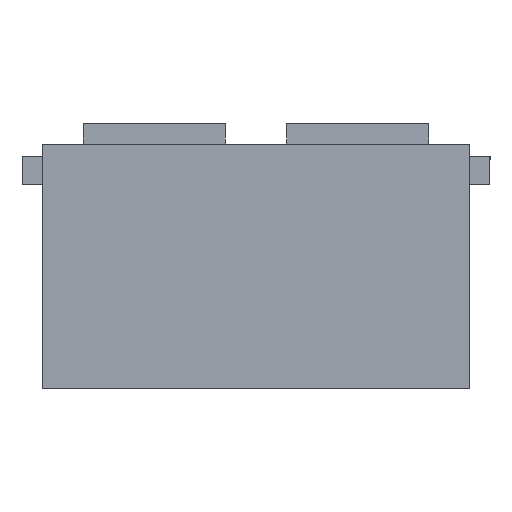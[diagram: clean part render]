
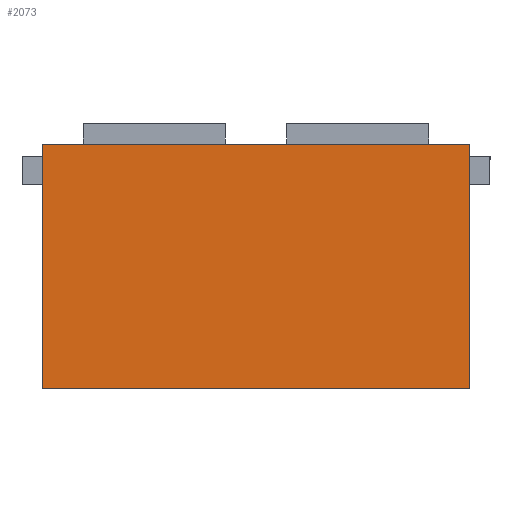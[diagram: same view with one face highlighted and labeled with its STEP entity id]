
A CAD part, left-side view. The second image highlights one B-rep face of the part: STEP entity #2073.
In plain terms, the highlighted planar face has unit normal (-1, 0, 0).
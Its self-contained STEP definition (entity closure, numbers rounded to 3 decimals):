
#41 = ORIENTED_EDGE ( 'NONE', *, *, #2789, .T. ) ;
#69 = DIRECTION ( 'NONE',  ( 0., 1., 0. ) ) ;
#85 = EDGE_CURVE ( 'NONE', #2548, #2345, #224, .T. ) ;
#95 = LINE ( 'NONE', #775, #2595 ) ;
#131 = CARTESIAN_POINT ( 'NONE',  ( -5.308, 2.873, -0.6 ) ) ;
#224 = LINE ( 'NONE', #2448, #2809 ) ;
#370 = CARTESIAN_POINT ( 'NONE',  ( -5.308, 3.398, -0.6 ) ) ;
#652 = ORIENTED_EDGE ( 'NONE', *, *, #1639, .T. ) ;
#775 = CARTESIAN_POINT ( 'NONE',  ( -5.308, 2.348, 0. ) ) ;
#828 = VECTOR ( 'NONE', #1730, 1000. ) ;
#939 = DIRECTION ( 'NONE',  ( -1., 0., 0. ) ) ;
#1084 = ORIENTED_EDGE ( 'NONE', *, *, #85, .T. ) ;
#1164 = CARTESIAN_POINT ( 'NONE',  ( -5.308, 2.348, -0.6 ) ) ;
#1330 = CARTESIAN_POINT ( 'NONE',  ( -5.308, 2.348, 0. ) ) ;
#1398 = PLANE ( 'NONE',  #1876 ) ;
#1405 = CARTESIAN_POINT ( 'NONE',  ( -5.308, 3.398, 0. ) ) ;
#1505 = ORIENTED_EDGE ( 'NONE', *, *, #2846, .T. ) ;
#1584 = VECTOR ( 'NONE', #69, 1000. ) ;
#1613 = CARTESIAN_POINT ( 'NONE',  ( -5.308, 3.398, 0. ) ) ;
#1633 = LINE ( 'NONE', #1405, #1584 ) ;
#1639 = EDGE_CURVE ( 'NONE', #2074, #2033, #95, .T. ) ;
#1682 = DIRECTION ( 'NONE',  ( 0., 0., 1. ) ) ;
#1708 = LINE ( 'NONE', #131, #828 ) ;
#1730 = DIRECTION ( 'NONE',  ( 0., -1., 0. ) ) ;
#1759 = CARTESIAN_POINT ( 'NONE',  ( -5.308, 3.398, 0. ) ) ;
#1876 = AXIS2_PLACEMENT_3D ( 'NONE', #1613, #939, #2287 ) ;
#2033 = VERTEX_POINT ( 'NONE', #1330 ) ;
#2045 = FACE_OUTER_BOUND ( 'NONE', #2460, .T. ) ;
#2073 = ADVANCED_FACE ( 'NONE', ( #2045 ), #1398, .T. ) ;
#2074 = VERTEX_POINT ( 'NONE', #1164 ) ;
#2287 = DIRECTION ( 'NONE',  ( 0., 0., 1. ) ) ;
#2345 = VERTEX_POINT ( 'NONE', #370 ) ;
#2448 = CARTESIAN_POINT ( 'NONE',  ( -5.308, 3.398, 0. ) ) ;
#2460 = EDGE_LOOP ( 'NONE', ( #41, #1084, #1505, #652 ) ) ;
#2548 = VERTEX_POINT ( 'NONE', #1759 ) ;
#2595 = VECTOR ( 'NONE', #1682, 1000. ) ;
#2632 = DIRECTION ( 'NONE',  ( 0., 0., -1. ) ) ;
#2789 = EDGE_CURVE ( 'NONE', #2033, #2548, #1633, .T. ) ;
#2809 = VECTOR ( 'NONE', #2632, 1000. ) ;
#2846 = EDGE_CURVE ( 'NONE', #2345, #2074, #1708, .T. ) ;
